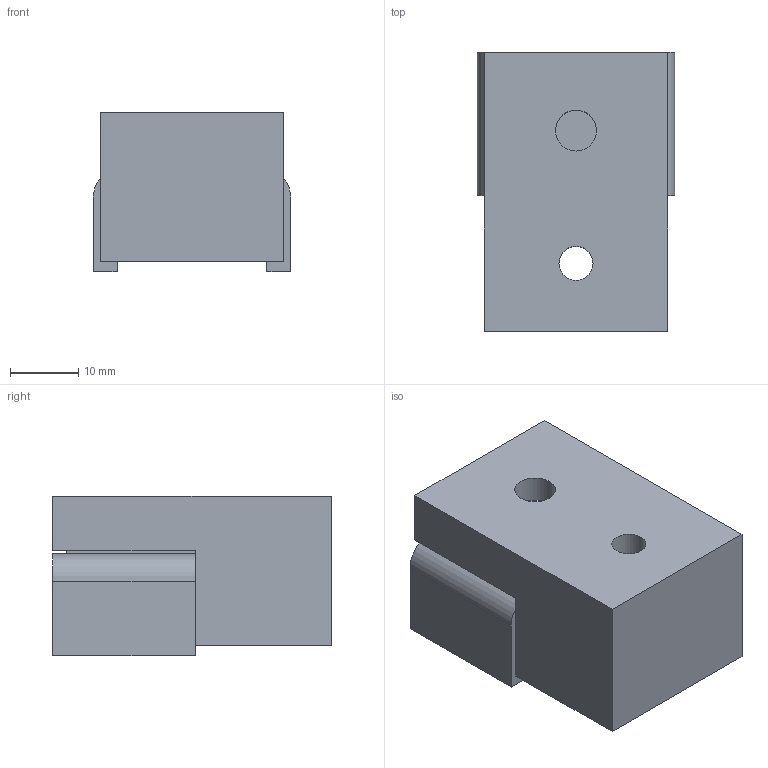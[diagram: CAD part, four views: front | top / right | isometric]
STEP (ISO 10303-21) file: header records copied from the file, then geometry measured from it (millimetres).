
FILE_DESCRIPTION(/* description */ (''),/* implementation_level */ '2;1');
FILE_NAME(/* name */ 'PDW850 hot shoe v7.step',/* time_stamp */ '2018-08-17T15:32:20+02:00',/* author */ ('seb.bougeard'),/* organization */ (''),/* preprocessor_version */ 'ST-DEVELOPER v17',/* originating_system */ 'Autodesk Translation Framework v7.1.0.215',/* authorisation */ '');
FILE_SCHEMA (('AUTOMOTIVE_DESIGN { 1 0 10303 214 3 1 1 }'));
Length unit declared in the file: millimetre
Products named in the file (1): PDW850 hot shoe
Bounding box: 29 x 41 x 23.5 mm (x, y, z)
Volume: 21700.1 mm3; surface area: 9498.8 mm2
Topology: 2 solids, 2 shells, 57 faces, 156 edges, 104 vertices
Faces by surface type: plane 41, cylinder 14, bspline 2
Full cylindrical faces by diameter (mm): 2 x2, 4.234 x1, 5 x1, 6 x2
Entity records: 1881 total; most frequent: CARTESIAN_POINT 344, ORIENTED_EDGE 312, DIRECTION 304, EDGE_CURVE 156, LINE 116, VECTOR 116, VERTEX_POINT 104, AXIS2_PLACEMENT_3D 94
